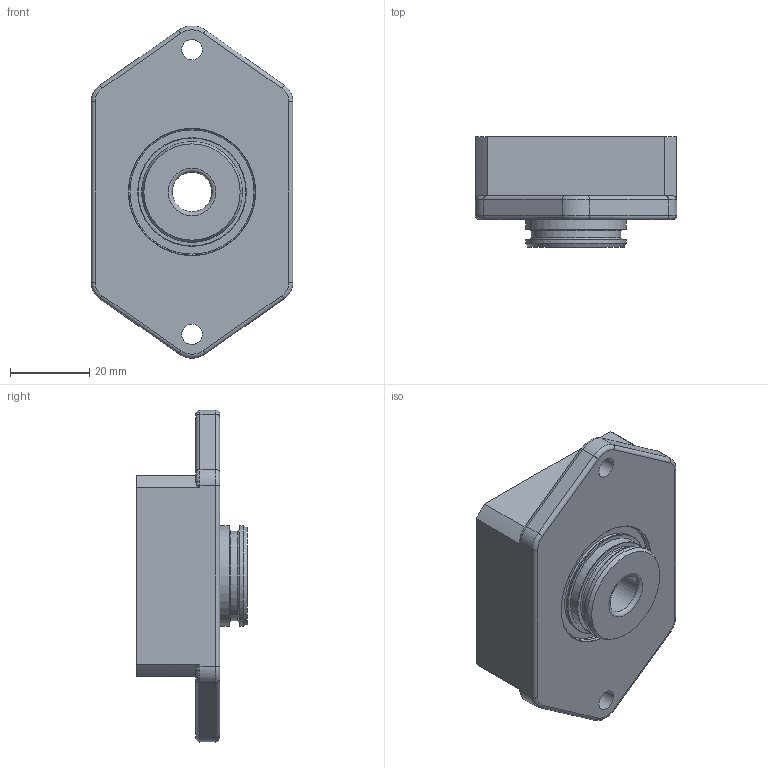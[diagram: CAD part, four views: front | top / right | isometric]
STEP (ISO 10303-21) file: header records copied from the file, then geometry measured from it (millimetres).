
FILE_DESCRIPTION(/* description */ ('ADAPTATEUR POUR SWITCH PROVOST '),/* implementation_level */ '2;1');
FILE_NAME(/* name */ 'HROV-L-03-01-30-C.stp',/* time_stamp */ '2019-09-24T14:54:20+02:00',/* author */ ('lartz'),/* organization */ (''),/* preprocessor_version */ 'ST-DEVELOPER v16.13',/* originating_system */ 'Autodesk Inventor 2018',/* authorisation */ '');
FILE_SCHEMA (('AUTOMOTIVE_DESIGN { 1 0 10303 214 3 1 1 }'));
Length unit declared in the file: millimetre
Products named in the file (1): HROV.L-03-01-30
Bounding box: 51 x 28 x 83.95 mm (x, y, z)
Volume: 54276.7 mm3; surface area: 14165.5 mm2
Topology: 1 solids, 1 shells, 88 faces, 197 edges, 117 vertices
Faces by surface type: cylinder 36, torus 26, plane 18, cone 8
Full cylindrical faces by diameter (mm): 4.134 x4, 5.2 x2, 10 x1, 22.68 x1, 23.749 x1, 25.5 x2, 32 x1
Entity records: 2335 total; most frequent: DIRECTION 434, CARTESIAN_POINT 425, ORIENTED_EDGE 322, AXIS2_PLACEMENT_3D 192, EDGE_CURVE 161, EDGE_LOOP 130, VERTEX_POINT 111, CIRCLE 103
